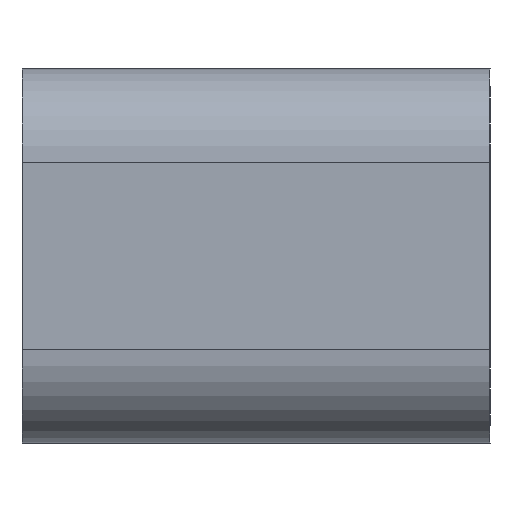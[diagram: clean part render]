
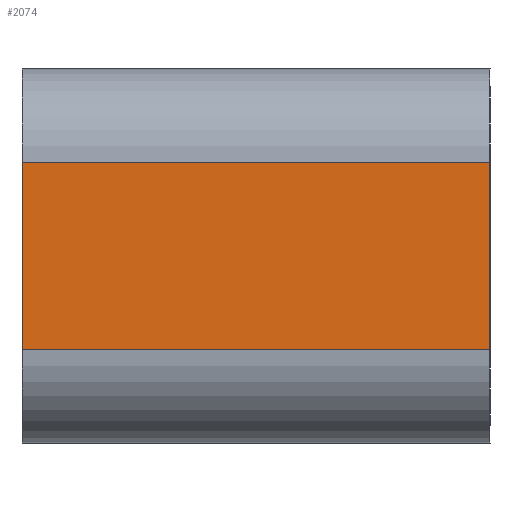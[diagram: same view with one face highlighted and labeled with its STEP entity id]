
A CAD part, left-side view. The second image highlights one B-rep face of the part: STEP entity #2074.
In plain terms, the highlighted planar face has unit normal (-1, 0, 0).
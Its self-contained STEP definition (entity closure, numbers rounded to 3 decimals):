
#45 = PLANE('',#46);
#46 = AXIS2_PLACEMENT_3D('',#47,#48,#49);
#47 = CARTESIAN_POINT('',(0.,10.,0.));
#48 = DIRECTION('',(0.,-1.,0.));
#49 = DIRECTION('',(1.,0.,0.));
#102 = PLANE('',#103);
#103 = AXIS2_PLACEMENT_3D('',#104,#105,#106);
#104 = CARTESIAN_POINT('',(0.,-10.,0.));
#105 = DIRECTION('',(0.,-1.,0.));
#106 = DIRECTION('',(1.,0.,0.));
#1920 = VERTEX_POINT('',#1921);
#1921 = CARTESIAN_POINT('',(-20.,10.,-4.));
#1936 = CYLINDRICAL_SURFACE('',#1937,4.);
#1937 = AXIS2_PLACEMENT_3D('',#1938,#1939,#1940);
#1938 = CARTESIAN_POINT('',(-16.,10.,-4.));
#1939 = DIRECTION('',(0.,-1.,0.));
#1940 = DIRECTION('',(1.,0.,0.));
#1948 = EDGE_CURVE('',#1949,#1920,#1951,.T.);
#1949 = VERTEX_POINT('',#1950);
#1950 = CARTESIAN_POINT('',(-20.,10.,4.));
#1951 = SURFACE_CURVE('',#1952,(#1956,#1963),.PCURVE_S1.);
#1952 = LINE('',#1953,#1954);
#1953 = CARTESIAN_POINT('',(-20.,10.,4.));
#1954 = VECTOR('',#1955,1.);
#1955 = DIRECTION('',(0.,0.,-1.));
#1956 = PCURVE('',#45,#1957);
#1957 = DEFINITIONAL_REPRESENTATION('',(#1958),#1962);
#1958 = LINE('',#1959,#1960);
#1959 = CARTESIAN_POINT('',(-20.,4.));
#1960 = VECTOR('',#1961,1.);
#1961 = DIRECTION('',(0.,-1.));
#1962 = ( GEOMETRIC_REPRESENTATION_CONTEXT(2) 
PARAMETRIC_REPRESENTATION_CONTEXT() REPRESENTATION_CONTEXT('2D SPACE',''
  ) );
#1963 = PCURVE('',#1964,#1969);
#1964 = PLANE('',#1965);
#1965 = AXIS2_PLACEMENT_3D('',#1966,#1967,#1968);
#1966 = CARTESIAN_POINT('',(-20.,10.,0.));
#1967 = DIRECTION('',(-1.,0.,0.));
#1968 = DIRECTION('',(0.,0.,-1.));
#1969 = DEFINITIONAL_REPRESENTATION('',(#1970),#1974);
#1970 = LINE('',#1971,#1972);
#1971 = CARTESIAN_POINT('',(-4.,0.));
#1972 = VECTOR('',#1973,1.);
#1973 = DIRECTION('',(1.,0.));
#1974 = ( GEOMETRIC_REPRESENTATION_CONTEXT(2) 
PARAMETRIC_REPRESENTATION_CONTEXT() REPRESENTATION_CONTEXT('2D SPACE',''
  ) );
#1993 = CYLINDRICAL_SURFACE('',#1994,4.);
#1994 = AXIS2_PLACEMENT_3D('',#1995,#1996,#1997);
#1995 = CARTESIAN_POINT('',(-16.,10.,4.));
#1996 = DIRECTION('',(0.,-1.,0.));
#1997 = DIRECTION('',(1.,0.,0.));
#2074 = ADVANCED_FACE('',(#2075),#1964,.T.);
#2075 = FACE_BOUND('',#2076,.T.);
#2076 = EDGE_LOOP('',(#2077,#2102,#2123,#2124));
#2077 = ORIENTED_EDGE('',*,*,#2078,.T.);
#2078 = EDGE_CURVE('',#2079,#2081,#2083,.T.);
#2079 = VERTEX_POINT('',#2080);
#2080 = CARTESIAN_POINT('',(-20.,-10.,-4.));
#2081 = VERTEX_POINT('',#2082);
#2082 = CARTESIAN_POINT('',(-20.,-10.,4.));
#2083 = SURFACE_CURVE('',#2084,(#2088,#2095),.PCURVE_S1.);
#2084 = LINE('',#2085,#2086);
#2085 = CARTESIAN_POINT('',(-20.,-10.,4.));
#2086 = VECTOR('',#2087,1.);
#2087 = DIRECTION('',(0.,0.,1.));
#2088 = PCURVE('',#1964,#2089);
#2089 = DEFINITIONAL_REPRESENTATION('',(#2090),#2094);
#2090 = LINE('',#2091,#2092);
#2091 = CARTESIAN_POINT('',(-4.,20.));
#2092 = VECTOR('',#2093,1.);
#2093 = DIRECTION('',(-1.,0.));
#2094 = ( GEOMETRIC_REPRESENTATION_CONTEXT(2) 
PARAMETRIC_REPRESENTATION_CONTEXT() REPRESENTATION_CONTEXT('2D SPACE',''
  ) );
#2095 = PCURVE('',#102,#2096);
#2096 = DEFINITIONAL_REPRESENTATION('',(#2097),#2101);
#2097 = LINE('',#2098,#2099);
#2098 = CARTESIAN_POINT('',(-20.,4.));
#2099 = VECTOR('',#2100,1.);
#2100 = DIRECTION('',(0.,1.));
#2101 = ( GEOMETRIC_REPRESENTATION_CONTEXT(2) 
PARAMETRIC_REPRESENTATION_CONTEXT() REPRESENTATION_CONTEXT('2D SPACE',''
  ) );
#2102 = ORIENTED_EDGE('',*,*,#2103,.F.);
#2103 = EDGE_CURVE('',#1949,#2081,#2104,.T.);
#2104 = SURFACE_CURVE('',#2105,(#2109,#2116),.PCURVE_S1.);
#2105 = LINE('',#2106,#2107);
#2106 = CARTESIAN_POINT('',(-20.,10.,4.));
#2107 = VECTOR('',#2108,1.);
#2108 = DIRECTION('',(0.,-1.,0.));
#2109 = PCURVE('',#1964,#2110);
#2110 = DEFINITIONAL_REPRESENTATION('',(#2111),#2115);
#2111 = LINE('',#2112,#2113);
#2112 = CARTESIAN_POINT('',(-4.,0.));
#2113 = VECTOR('',#2114,1.);
#2114 = DIRECTION('',(0.,1.));
#2115 = ( GEOMETRIC_REPRESENTATION_CONTEXT(2) 
PARAMETRIC_REPRESENTATION_CONTEXT() REPRESENTATION_CONTEXT('2D SPACE',''
  ) );
#2116 = PCURVE('',#1993,#2117);
#2117 = DEFINITIONAL_REPRESENTATION('',(#2118),#2122);
#2118 = LINE('',#2119,#2120);
#2119 = CARTESIAN_POINT('',(3.142,0.));
#2120 = VECTOR('',#2121,1.);
#2121 = DIRECTION('',(0.,1.));
#2122 = ( GEOMETRIC_REPRESENTATION_CONTEXT(2) 
PARAMETRIC_REPRESENTATION_CONTEXT() REPRESENTATION_CONTEXT('2D SPACE',''
  ) );
#2123 = ORIENTED_EDGE('',*,*,#1948,.T.);
#2124 = ORIENTED_EDGE('',*,*,#2125,.T.);
#2125 = EDGE_CURVE('',#1920,#2079,#2126,.T.);
#2126 = SURFACE_CURVE('',#2127,(#2131,#2138),.PCURVE_S1.);
#2127 = LINE('',#2128,#2129);
#2128 = CARTESIAN_POINT('',(-20.,10.,-4.));
#2129 = VECTOR('',#2130,1.);
#2130 = DIRECTION('',(0.,-1.,0.));
#2131 = PCURVE('',#1964,#2132);
#2132 = DEFINITIONAL_REPRESENTATION('',(#2133),#2137);
#2133 = LINE('',#2134,#2135);
#2134 = CARTESIAN_POINT('',(4.,0.));
#2135 = VECTOR('',#2136,1.);
#2136 = DIRECTION('',(0.,1.));
#2137 = ( GEOMETRIC_REPRESENTATION_CONTEXT(2) 
PARAMETRIC_REPRESENTATION_CONTEXT() REPRESENTATION_CONTEXT('2D SPACE',''
  ) );
#2138 = PCURVE('',#1936,#2139);
#2139 = DEFINITIONAL_REPRESENTATION('',(#2140),#2144);
#2140 = LINE('',#2141,#2142);
#2141 = CARTESIAN_POINT('',(3.142,0.));
#2142 = VECTOR('',#2143,1.);
#2143 = DIRECTION('',(0.,1.));
#2144 = ( GEOMETRIC_REPRESENTATION_CONTEXT(2) 
PARAMETRIC_REPRESENTATION_CONTEXT() REPRESENTATION_CONTEXT('2D SPACE',''
  ) );
